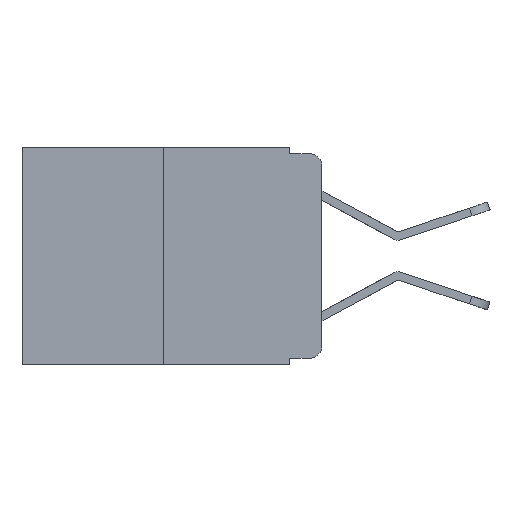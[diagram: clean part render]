
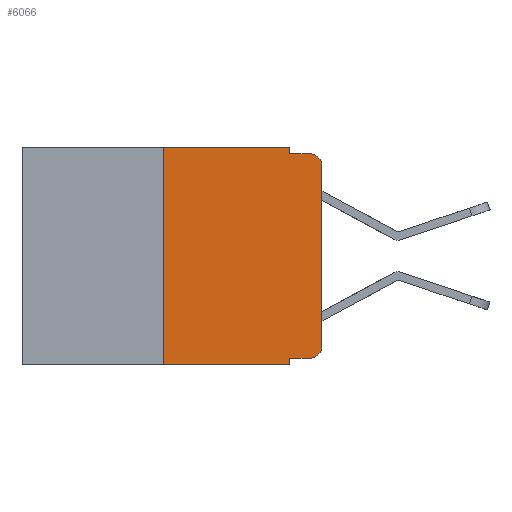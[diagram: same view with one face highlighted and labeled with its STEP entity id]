
A CAD part, left-side view. The second image highlights one B-rep face of the part: STEP entity #6066.
In plain terms, the highlighted planar face has unit normal (-1, 0, 0).
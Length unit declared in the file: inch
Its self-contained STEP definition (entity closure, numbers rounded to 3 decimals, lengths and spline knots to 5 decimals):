
#49 = LINE ( 'NONE', #11907, #10326 ) ;
#211 = VERTEX_POINT ( 'NONE', #9148 ) ;
#255 = FACE_OUTER_BOUND ( 'NONE', #12737, .T. ) ;
#449 = EDGE_CURVE ( 'NONE', #11121, #12652, #4602, .T. ) ;
#694 = DIRECTION ( 'NONE',  ( 0., 0., -1. ) ) ;
#1110 = DIRECTION ( 'NONE',  ( 0., -1., 0. ) ) ;
#1154 = ORIENTED_EDGE ( 'NONE', *, *, #5279, .T. ) ;
#1234 = LINE ( 'NONE', #9536, #6297 ) ;
#1258 = CARTESIAN_POINT ( 'NONE',  ( 0., 0.25, -0.343 ) ) ;
#1583 = EDGE_CURVE ( 'NONE', #6653, #211, #1727, .T. ) ;
#1611 = CIRCLE ( 'NONE', #8213, 0.02 ) ;
#1727 = LINE ( 'NONE', #12063, #9357 ) ;
#2243 = DIRECTION ( 'NONE',  ( 0., -1., 0. ) ) ;
#2257 = ORIENTED_EDGE ( 'NONE', *, *, #7910, .T. ) ;
#2355 = EDGE_CURVE ( 'NONE', #12652, #10969, #1234, .T. ) ;
#2537 = DIRECTION ( 'NONE',  ( -1., 0., 0. ) ) ;
#2608 = VECTOR ( 'NONE', #7122, 39.37008 ) ;
#2901 = ORIENTED_EDGE ( 'NONE', *, *, #10422, .F. ) ;
#3004 = VECTOR ( 'NONE', #8185, 39.37008 ) ;
#3022 = CARTESIAN_POINT ( 'NONE',  ( 0., 0.051, -0.333 ) ) ;
#3604 = DIRECTION ( 'NONE',  ( 0., 0., 1. ) ) ;
#3737 = CARTESIAN_POINT ( 'NONE',  ( 0., 0.051, 0. ) ) ;
#3820 = VERTEX_POINT ( 'NONE', #8990 ) ;
#3889 = CARTESIAN_POINT ( 'NONE',  ( 0., 0.051, -0.01 ) ) ;
#4025 = DIRECTION ( 'NONE',  ( 0., -1., 0. ) ) ;
#4063 = LINE ( 'NONE', #3022, #9325 ) ;
#4334 = VERTEX_POINT ( 'NONE', #9786 ) ;
#4451 = DIRECTION ( 'NONE',  ( 1., 0., 0. ) ) ;
#4602 = CIRCLE ( 'NONE', #7071, 0.02 ) ;
#4982 = VERTEX_POINT ( 'NONE', #9772 ) ;
#5026 = VERTEX_POINT ( 'NONE', #3889 ) ;
#5112 = CARTESIAN_POINT ( 'NONE',  ( 0., 0.25, 0. ) ) ;
#5279 = EDGE_CURVE ( 'NONE', #3820, #11121, #4063, .T. ) ;
#5308 = CARTESIAN_POINT ( 'NONE',  ( 0., 0.02, -0.03 ) ) ;
#5893 = ORIENTED_EDGE ( 'NONE', *, *, #6516, .F. ) ;
#5945 = CARTESIAN_POINT ( 'NONE',  ( 0., 0., -0.313 ) ) ;
#6066 = ADVANCED_FACE ( 'NONE', ( #255 ), #9375, .F. ) ;
#6175 = CARTESIAN_POINT ( 'NONE',  ( 0., 0.02, -0.01 ) ) ;
#6297 = VECTOR ( 'NONE', #3604, 39.37008 ) ;
#6310 = DIRECTION ( 'NONE',  ( 0., 0., -1. ) ) ;
#6516 = EDGE_CURVE ( 'NONE', #6653, #4334, #10499, .T. ) ;
#6619 = VECTOR ( 'NONE', #10959, 39.37008 ) ;
#6653 = VERTEX_POINT ( 'NONE', #1258 ) ;
#7071 = AXIS2_PLACEMENT_3D ( 'NONE', #8517, #2537, #9486 ) ;
#7122 = DIRECTION ( 'NONE',  ( 0., 0., 1. ) ) ;
#7182 = EDGE_CURVE ( 'NONE', #5026, #8592, #49, .T. ) ;
#7216 = CARTESIAN_POINT ( 'NONE',  ( 0., 0.473, 0. ) ) ;
#7910 = EDGE_CURVE ( 'NONE', #10969, #8592, #1611, .T. ) ;
#8098 = CARTESIAN_POINT ( 'NONE',  ( 0., 0., -0.03 ) ) ;
#8185 = DIRECTION ( 'NONE',  ( 0., -1., 0. ) ) ;
#8213 = AXIS2_PLACEMENT_3D ( 'NONE', #5308, #12097, #6310 ) ;
#8508 = ORIENTED_EDGE ( 'NONE', *, *, #1583, .T. ) ;
#8517 = CARTESIAN_POINT ( 'NONE',  ( 0., 0.02, -0.313 ) ) ;
#8592 = VERTEX_POINT ( 'NONE', #6175 ) ;
#8811 = ORIENTED_EDGE ( 'NONE', *, *, #12510, .F. ) ;
#8990 = CARTESIAN_POINT ( 'NONE',  ( 0., 0.051, -0.333 ) ) ;
#9105 = ORIENTED_EDGE ( 'NONE', *, *, #449, .T. ) ;
#9148 = CARTESIAN_POINT ( 'NONE',  ( 0., 0.051, -0.343 ) ) ;
#9325 = VECTOR ( 'NONE', #4025, 39.37008 ) ;
#9357 = VECTOR ( 'NONE', #2243, 39.37008 ) ;
#9375 = PLANE ( 'NONE',  #10296 ) ;
#9405 = LINE ( 'NONE', #3737, #12265 ) ;
#9486 = DIRECTION ( 'NONE',  ( 0., 0., -1. ) ) ;
#9536 = CARTESIAN_POINT ( 'NONE',  ( 0., 0., 0. ) ) ;
#9563 = ORIENTED_EDGE ( 'NONE', *, *, #2355, .T. ) ;
#9772 = CARTESIAN_POINT ( 'NONE',  ( 0., 0.051, 0. ) ) ;
#9786 = CARTESIAN_POINT ( 'NONE',  ( 0., 0.25, 0. ) ) ;
#9995 = CARTESIAN_POINT ( 'NONE',  ( 0., 0.051, 0. ) ) ;
#10296 = AXIS2_PLACEMENT_3D ( 'NONE', #10342, #4451, #11305 ) ;
#10326 = VECTOR ( 'NONE', #1110, 39.37008 ) ;
#10341 = EDGE_CURVE ( 'NONE', #4982, #5026, #11758, .T. ) ;
#10342 = CARTESIAN_POINT ( 'NONE',  ( 0., 0.473, 0. ) ) ;
#10422 = EDGE_CURVE ( 'NONE', #4334, #4982, #10846, .T. ) ;
#10470 = ORIENTED_EDGE ( 'NONE', *, *, #10341, .F. ) ;
#10499 = LINE ( 'NONE', #5112, #2608 ) ;
#10846 = LINE ( 'NONE', #7216, #3004 ) ;
#10959 = DIRECTION ( 'NONE',  ( 0., 0., -1. ) ) ;
#10969 = VERTEX_POINT ( 'NONE', #8098 ) ;
#11121 = VERTEX_POINT ( 'NONE', #12215 ) ;
#11305 = DIRECTION ( 'NONE',  ( 0., 0., -1. ) ) ;
#11758 = LINE ( 'NONE', #9995, #6619 ) ;
#11907 = CARTESIAN_POINT ( 'NONE',  ( 0., 0.051, -0.01 ) ) ;
#12063 = CARTESIAN_POINT ( 'NONE',  ( 0., 0.473, -0.343 ) ) ;
#12097 = DIRECTION ( 'NONE',  ( -1., 0., 0. ) ) ;
#12215 = CARTESIAN_POINT ( 'NONE',  ( 0., 0.02, -0.333 ) ) ;
#12265 = VECTOR ( 'NONE', #694, 39.37008 ) ;
#12510 = EDGE_CURVE ( 'NONE', #3820, #211, #9405, .T. ) ;
#12652 = VERTEX_POINT ( 'NONE', #5945 ) ;
#12716 = ORIENTED_EDGE ( 'NONE', *, *, #7182, .F. ) ;
#12737 = EDGE_LOOP ( 'NONE', ( #9563, #2257, #12716, #10470, #2901, #5893, #8508, #8811, #1154, #9105 ) ) ;
